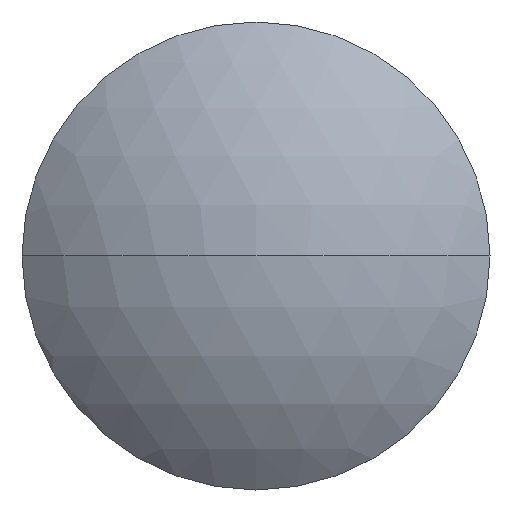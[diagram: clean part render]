
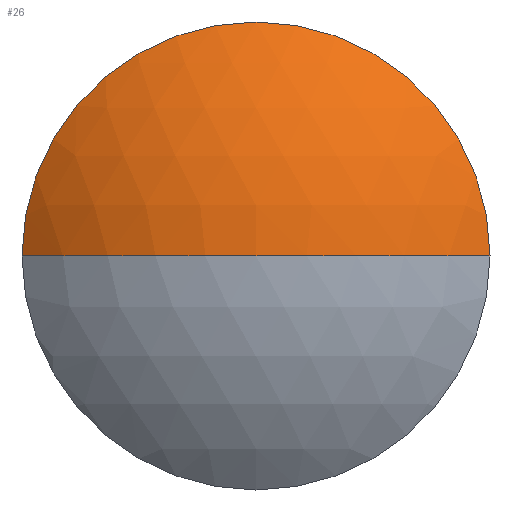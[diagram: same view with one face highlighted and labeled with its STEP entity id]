
A CAD part, left-side view. The second image highlights one B-rep face of the part: STEP entity #26.
In plain terms, the highlighted spherical face has radius 39.2 mm.
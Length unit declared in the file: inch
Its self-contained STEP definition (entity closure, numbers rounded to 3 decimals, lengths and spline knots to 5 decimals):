
#26 = ADVANCED_FACE ( 'NONE', ( #141 ), #121, .T. ) ;
#27 = EDGE_LOOP ( 'NONE', ( #28, #31, #34, #36 ) ) ;
#28 = ORIENTED_EDGE ( 'NONE', *, *, #29, .F. ) ;
#29 = EDGE_CURVE ( 'NONE', #30, #42, #176, .T. ) ;
#30 = VERTEX_POINT ( 'NONE', #171 ) ;
#31 = ORIENTED_EDGE ( 'NONE', *, *, #32, .T. ) ;
#32 = EDGE_CURVE ( 'NONE', #30, #33, #170, .T. ) ;
#33 = VERTEX_POINT ( 'NONE', #165 ) ;
#34 = ORIENTED_EDGE ( 'NONE', *, *, #35, .F. ) ;
#35 = EDGE_CURVE ( 'NONE', #43, #33, #163, .T. ) ;
#36 = ORIENTED_EDGE ( 'NONE', *, *, #41, .F. ) ;
#41 = EDGE_CURVE ( 'NONE', #42, #43, #196, .T. ) ;
#42 = VERTEX_POINT ( 'NONE', #191 ) ;
#43 = VERTEX_POINT ( 'NONE', #190 ) ;
#118 = DIRECTION ( 'NONE',  ( 0., 1., 0. ) ) ;
#119 = DIRECTION ( 'NONE',  ( 0., 0., 1. ) ) ;
#120 = AXIS2_PLACEMENT_3D ( 'NONE', #122, #119, #118 ) ;
#121 = SPHERICAL_SURFACE ( 'NONE', #120, 1.54331 ) ;
#122 = CARTESIAN_POINT ( 'NONE',  ( -1.98246, 1.35893, 0.87225 ) ) ;
#141 = FACE_OUTER_BOUND ( 'NONE', #27, .T. ) ;
#159 = DIRECTION ( 'NONE',  ( 0., 0., -1. ) ) ;
#160 = DIRECTION ( 'NONE',  ( 1., 0., 0. ) ) ;
#161 = CARTESIAN_POINT ( 'NONE',  ( -3.15796, 1.35893, 0.87225 ) ) ;
#162 = AXIS2_PLACEMENT_3D ( 'NONE', #161, #160, #159 ) ;
#163 = CIRCLE ( 'NONE', #162, 1. ) ;
#165 = CARTESIAN_POINT ( 'NONE',  ( -3.15796, 0.35893, 0.87225 ) ) ;
#166 = DIRECTION ( 'NONE',  ( 0., -1., 0. ) ) ;
#167 = DIRECTION ( 'NONE',  ( 0., 0., 1. ) ) ;
#168 = CARTESIAN_POINT ( 'NONE',  ( -1.98246, 1.35893, 0.87225 ) ) ;
#169 = AXIS2_PLACEMENT_3D ( 'NONE', #168, #167, #166 ) ;
#170 = CIRCLE ( 'NONE', #169, 1.54331 ) ;
#171 = CARTESIAN_POINT ( 'NONE',  ( -3.52577, 1.35893, 0.87225 ) ) ;
#172 = DIRECTION ( 'NONE',  ( -1., 0., 0. ) ) ;
#173 = DIRECTION ( 'NONE',  ( 0., 0., -1. ) ) ;
#174 = CARTESIAN_POINT ( 'NONE',  ( -1.98246, 1.35893, 0.87225 ) ) ;
#175 = AXIS2_PLACEMENT_3D ( 'NONE', #174, #173, #172 ) ;
#176 = CIRCLE ( 'NONE', #175, 1.54331 ) ;
#190 = CARTESIAN_POINT ( 'NONE',  ( -3.15796, 1.35893, 1.87225 ) ) ;
#191 = CARTESIAN_POINT ( 'NONE',  ( -3.15796, 2.35893, 0.87225 ) ) ;
#192 = DIRECTION ( 'NONE',  ( 0., 0., -1. ) ) ;
#193 = DIRECTION ( 'NONE',  ( 1., 0., 0. ) ) ;
#194 = CARTESIAN_POINT ( 'NONE',  ( -3.15796, 1.35893, 0.87225 ) ) ;
#195 = AXIS2_PLACEMENT_3D ( 'NONE', #194, #193, #192 ) ;
#196 = CIRCLE ( 'NONE', #195, 1. ) ;
